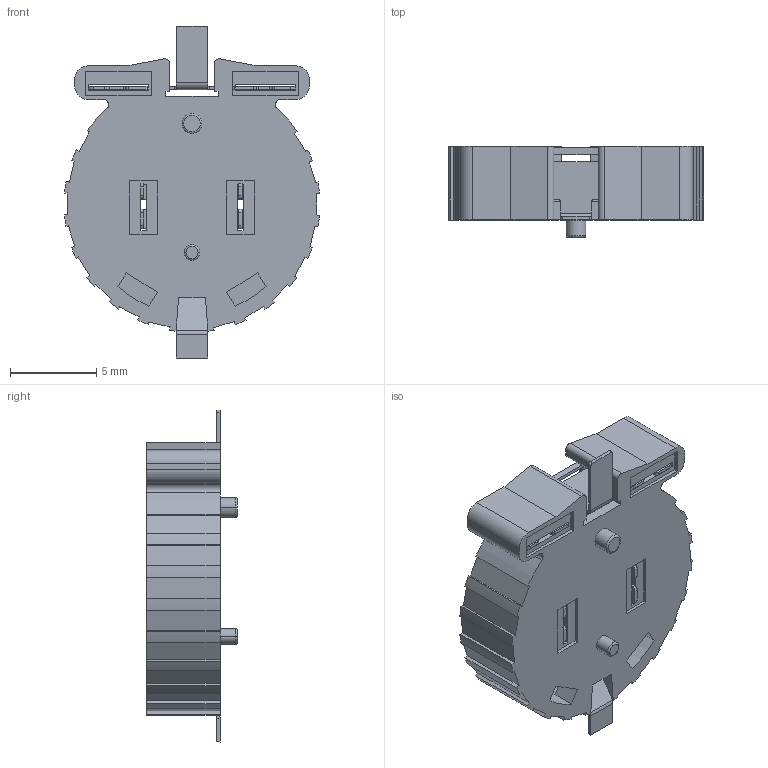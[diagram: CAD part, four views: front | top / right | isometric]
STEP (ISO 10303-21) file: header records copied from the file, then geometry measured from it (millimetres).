
FILE_DESCRIPTION(('FreeCAD Model'),'2;1');
FILE_NAME('S8411_ASM.stp', '2020-11-27T20:18:35',('Author'),(''), 'Open CASCADE STEP processor 7.3','FreeCAD','Unknown');
FILE_SCHEMA(('AUTOMOTIVE_DESIGN { 1 0 10303 214 1 1 1 1 }'));
Length unit declared in the file: millimetre
Products named in the file (4): S8411_ASM; S841-HOLDER; S841-LOWER-CONTACT; S841-REAR-CONTACT
Assembly tree (3 placements, depth 2):
  S8411_ASM
    S841-HOLDER
    S841-LOWER-CONTACT
    S841-REAR-CONTACT
Bounding box: 14.75 x 5.25 x 19.2 mm (x, y, z)
Volume: 358.2 mm3; surface area: 1070 mm2
Topology: 3 solids, 3 shells, 359 faces, 973 edges, 626 vertices
Faces by surface type: plane 269, cylinder 86, torus 4
Entity records: 11279 total; most frequent: CARTESIAN_POINT 1972, ORIENTED_EDGE 1946, DIRECTION 1883, EDGE_CURVE 973, LINE 785, VECTOR 785, VERTEX_POINT 626, AXIS2_PLACEMENT_3D 549
